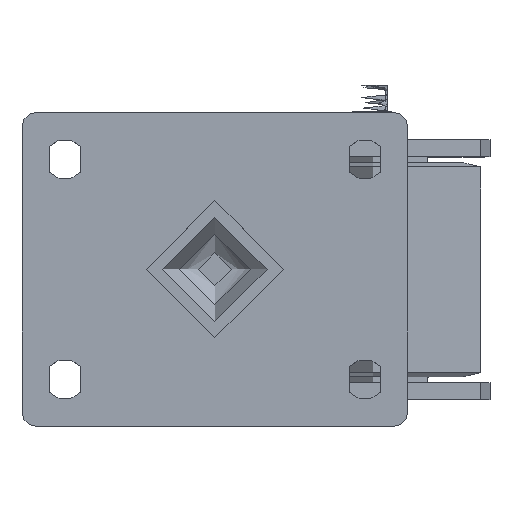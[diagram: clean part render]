
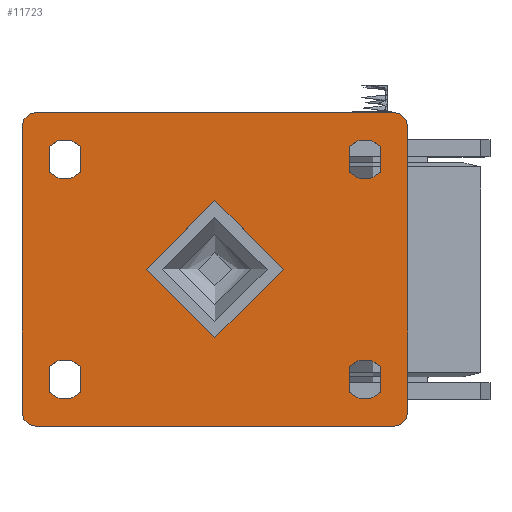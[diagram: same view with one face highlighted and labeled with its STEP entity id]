
A CAD part, top view. The second image highlights one B-rep face of the part: STEP entity #11723.
In plain terms, the highlighted planar face has unit normal (0, 0, 1).
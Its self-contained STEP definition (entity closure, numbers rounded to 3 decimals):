
#1203=FACE_BOUND('',#2849,.T.);
#1204=FACE_BOUND('',#2850,.T.);
#1205=FACE_BOUND('',#2851,.T.);
#1206=FACE_BOUND('',#2852,.T.);
#1207=FACE_BOUND('',#2853,.T.);
#1397=PLANE('',#12741);
#2064=FACE_OUTER_BOUND('',#2848,.T.);
#2848=EDGE_LOOP('',(#9806,#9807,#9808,#9809,#9810,#9811,#9812,#9813));
#2849=EDGE_LOOP('',(#9814,#9815,#9816,#9817));
#2850=EDGE_LOOP('',(#9818,#9819,#9820,#9821));
#2851=EDGE_LOOP('',(#9822,#9823,#9824,#9825));
#2852=EDGE_LOOP('',(#9826,#9827,#9828,#9829));
#2853=EDGE_LOOP('',(#9830));
#3593=LINE('',#20797,#4360);
#3594=LINE('',#20798,#4361);
#3595=LINE('',#20799,#4362);
#3596=LINE('',#20800,#4363);
#3597=LINE('',#20803,#4364);
#3598=LINE('',#20807,#4365);
#3599=LINE('',#20811,#4366);
#3600=LINE('',#20815,#4367);
#3601=LINE('',#20819,#4368);
#3602=LINE('',#20823,#4369);
#3603=LINE('',#20827,#4370);
#3604=LINE('',#20831,#4371);
#4360=VECTOR('',#14601,1000.);
#4361=VECTOR('',#14602,1000.);
#4362=VECTOR('',#14603,1000.);
#4363=VECTOR('',#14604,1000.);
#4364=VECTOR('',#14605,1000.);
#4365=VECTOR('',#14608,1000.);
#4366=VECTOR('',#14611,1000.);
#4367=VECTOR('',#14614,1000.);
#4368=VECTOR('',#14617,1000.);
#4369=VECTOR('',#14620,1000.);
#4370=VECTOR('',#14623,1000.);
#4371=VECTOR('',#14626,1000.);
#4930=CIRCLE('',#12704,24.);
#4931=CIRCLE('',#12706,5.);
#4933=CIRCLE('',#12709,5.);
#4935=CIRCLE('',#12712,5.);
#4937=CIRCLE('',#12715,5.);
#4954=CIRCLE('',#12742,7.3);
#4955=CIRCLE('',#12743,7.3);
#4956=CIRCLE('',#12744,7.3);
#4957=CIRCLE('',#12745,7.3);
#4958=CIRCLE('',#12746,7.3);
#4959=CIRCLE('',#12747,7.3);
#4960=CIRCLE('',#12748,7.3);
#4961=CIRCLE('',#12749,7.3);
#5740=VERTEX_POINT('',#20690);
#5741=VERTEX_POINT('',#20694);
#5742=VERTEX_POINT('',#20695);
#5745=VERTEX_POINT('',#20703);
#5746=VERTEX_POINT('',#20704);
#5749=VERTEX_POINT('',#20712);
#5750=VERTEX_POINT('',#20713);
#5753=VERTEX_POINT('',#20721);
#5754=VERTEX_POINT('',#20722);
#5769=VERTEX_POINT('',#20801);
#5770=VERTEX_POINT('',#20802);
#5771=VERTEX_POINT('',#20804);
#5772=VERTEX_POINT('',#20806);
#5773=VERTEX_POINT('',#20809);
#5774=VERTEX_POINT('',#20810);
#5775=VERTEX_POINT('',#20812);
#5776=VERTEX_POINT('',#20814);
#5777=VERTEX_POINT('',#20817);
#5778=VERTEX_POINT('',#20818);
#5779=VERTEX_POINT('',#20820);
#5780=VERTEX_POINT('',#20822);
#5781=VERTEX_POINT('',#20825);
#5782=VERTEX_POINT('',#20826);
#5783=VERTEX_POINT('',#20828);
#5784=VERTEX_POINT('',#20830);
#7153=EDGE_CURVE('',#5740,#5740,#4930,.T.);
#7154=EDGE_CURVE('',#5741,#5742,#4931,.T.);
#7158=EDGE_CURVE('',#5745,#5746,#4933,.T.);
#7162=EDGE_CURVE('',#5749,#5750,#4935,.T.);
#7166=EDGE_CURVE('',#5753,#5754,#4937,.T.);
#7189=EDGE_CURVE('',#5746,#5741,#3593,.T.);
#7190=EDGE_CURVE('',#5754,#5745,#3594,.T.);
#7191=EDGE_CURVE('',#5750,#5753,#3595,.T.);
#7192=EDGE_CURVE('',#5742,#5749,#3596,.T.);
#7193=EDGE_CURVE('',#5769,#5770,#3597,.T.);
#7194=EDGE_CURVE('',#5770,#5771,#4954,.T.);
#7195=EDGE_CURVE('',#5771,#5772,#3598,.T.);
#7196=EDGE_CURVE('',#5772,#5769,#4955,.T.);
#7197=EDGE_CURVE('',#5773,#5774,#3599,.T.);
#7198=EDGE_CURVE('',#5774,#5775,#4956,.T.);
#7199=EDGE_CURVE('',#5775,#5776,#3600,.T.);
#7200=EDGE_CURVE('',#5776,#5773,#4957,.T.);
#7201=EDGE_CURVE('',#5777,#5778,#3601,.T.);
#7202=EDGE_CURVE('',#5778,#5779,#4958,.T.);
#7203=EDGE_CURVE('',#5779,#5780,#3602,.T.);
#7204=EDGE_CURVE('',#5780,#5777,#4959,.T.);
#7205=EDGE_CURVE('',#5781,#5782,#3603,.T.);
#7206=EDGE_CURVE('',#5782,#5783,#4960,.T.);
#7207=EDGE_CURVE('',#5783,#5784,#3604,.T.);
#7208=EDGE_CURVE('',#5784,#5781,#4961,.T.);
#9806=ORIENTED_EDGE('',*,*,#7154,.F.);
#9807=ORIENTED_EDGE('',*,*,#7189,.F.);
#9808=ORIENTED_EDGE('',*,*,#7158,.F.);
#9809=ORIENTED_EDGE('',*,*,#7190,.F.);
#9810=ORIENTED_EDGE('',*,*,#7166,.F.);
#9811=ORIENTED_EDGE('',*,*,#7191,.F.);
#9812=ORIENTED_EDGE('',*,*,#7162,.F.);
#9813=ORIENTED_EDGE('',*,*,#7192,.F.);
#9814=ORIENTED_EDGE('',*,*,#7193,.T.);
#9815=ORIENTED_EDGE('',*,*,#7194,.T.);
#9816=ORIENTED_EDGE('',*,*,#7195,.T.);
#9817=ORIENTED_EDGE('',*,*,#7196,.T.);
#9818=ORIENTED_EDGE('',*,*,#7197,.T.);
#9819=ORIENTED_EDGE('',*,*,#7198,.T.);
#9820=ORIENTED_EDGE('',*,*,#7199,.T.);
#9821=ORIENTED_EDGE('',*,*,#7200,.T.);
#9822=ORIENTED_EDGE('',*,*,#7201,.T.);
#9823=ORIENTED_EDGE('',*,*,#7202,.T.);
#9824=ORIENTED_EDGE('',*,*,#7203,.T.);
#9825=ORIENTED_EDGE('',*,*,#7204,.T.);
#9826=ORIENTED_EDGE('',*,*,#7205,.T.);
#9827=ORIENTED_EDGE('',*,*,#7206,.T.);
#9828=ORIENTED_EDGE('',*,*,#7207,.T.);
#9829=ORIENTED_EDGE('',*,*,#7208,.T.);
#9830=ORIENTED_EDGE('',*,*,#7153,.F.);
#11723=ADVANCED_FACE('',(#2064,#1203,#1204,#1205,#1206,#1207),#1397,.T.);
#12704=AXIS2_PLACEMENT_3D('',#20692,#14513,#14514);
#12706=AXIS2_PLACEMENT_3D('',#20696,#14517,#14518);
#12709=AXIS2_PLACEMENT_3D('',#20705,#14525,#14526);
#12712=AXIS2_PLACEMENT_3D('',#20714,#14533,#14534);
#12715=AXIS2_PLACEMENT_3D('',#20723,#14541,#14542);
#12741=AXIS2_PLACEMENT_3D('',#20796,#14599,#14600);
#12742=AXIS2_PLACEMENT_3D('',#20805,#14606,#14607);
#12743=AXIS2_PLACEMENT_3D('',#20808,#14609,#14610);
#12744=AXIS2_PLACEMENT_3D('',#20813,#14612,#14613);
#12745=AXIS2_PLACEMENT_3D('',#20816,#14615,#14616);
#12746=AXIS2_PLACEMENT_3D('',#20821,#14618,#14619);
#12747=AXIS2_PLACEMENT_3D('',#20824,#14621,#14622);
#12748=AXIS2_PLACEMENT_3D('',#20829,#14624,#14625);
#12749=AXIS2_PLACEMENT_3D('',#20832,#14627,#14628);
#14513=DIRECTION('center_axis',(0.,0.,1.));
#14514=DIRECTION('ref_axis',(1.,0.,0.));
#14517=DIRECTION('center_axis',(0.,0.,-1.));
#14518=DIRECTION('ref_axis',(0.707,-0.707,0.));
#14525=DIRECTION('center_axis',(0.,0.,-1.));
#14526=DIRECTION('ref_axis',(0.707,0.707,0.));
#14533=DIRECTION('center_axis',(0.,0.,-1.));
#14534=DIRECTION('ref_axis',(-0.707,-0.707,0.));
#14541=DIRECTION('center_axis',(0.,0.,-1.));
#14542=DIRECTION('ref_axis',(-0.707,0.707,0.));
#14599=DIRECTION('center_axis',(0.,0.,1.));
#14600=DIRECTION('ref_axis',(1.,0.,0.));
#14601=DIRECTION('',(0.,-1.,0.));
#14602=DIRECTION('',(1.,0.,0.));
#14603=DIRECTION('',(0.,1.,0.));
#14604=DIRECTION('',(-1.,0.,0.));
#14605=DIRECTION('',(0.,-1.,0.));
#14606=DIRECTION('center_axis',(0.,0.,-1.));
#14607=DIRECTION('ref_axis',(0.753,-0.658,0.));
#14608=DIRECTION('',(0.,1.,0.));
#14609=DIRECTION('center_axis',(0.,0.,-1.));
#14610=DIRECTION('ref_axis',(-0.753,0.658,0.));
#14611=DIRECTION('',(0.,-1.,0.));
#14612=DIRECTION('center_axis',(0.,0.,-1.));
#14613=DIRECTION('ref_axis',(0.753,-0.658,0.));
#14614=DIRECTION('',(0.,1.,0.));
#14615=DIRECTION('center_axis',(0.,0.,-1.));
#14616=DIRECTION('ref_axis',(-0.753,0.658,0.));
#14617=DIRECTION('',(0.,1.,0.));
#14618=DIRECTION('center_axis',(0.,0.,-1.));
#14619=DIRECTION('ref_axis',(-0.753,0.658,0.));
#14620=DIRECTION('',(0.,-1.,0.));
#14621=DIRECTION('center_axis',(0.,0.,-1.));
#14622=DIRECTION('ref_axis',(0.753,-0.658,0.));
#14623=DIRECTION('',(0.,1.,0.));
#14624=DIRECTION('center_axis',(0.,0.,-1.));
#14625=DIRECTION('ref_axis',(-0.753,0.658,0.));
#14626=DIRECTION('',(0.,-1.,0.));
#14627=DIRECTION('center_axis',(0.,0.,-1.));
#14628=DIRECTION('ref_axis',(0.753,-0.658,0.));
#20690=CARTESIAN_POINT('',(-24.,0.,0.));
#20692=CARTESIAN_POINT('Origin',(0.,0.,0.));
#20694=CARTESIAN_POINT('',(67.5,-50.,0.));
#20695=CARTESIAN_POINT('',(62.5,-55.,0.));
#20696=CARTESIAN_POINT('Origin',(62.5,-50.,0.));
#20703=CARTESIAN_POINT('',(62.5,55.,0.));
#20704=CARTESIAN_POINT('',(67.5,50.,0.));
#20705=CARTESIAN_POINT('Origin',(62.5,50.,0.));
#20712=CARTESIAN_POINT('',(-62.5,-55.,0.));
#20713=CARTESIAN_POINT('',(-67.5,-50.,0.));
#20714=CARTESIAN_POINT('Origin',(-62.5,-50.,0.));
#20721=CARTESIAN_POINT('',(-67.5,50.,0.));
#20722=CARTESIAN_POINT('',(-62.5,55.,0.));
#20723=CARTESIAN_POINT('Origin',(-62.5,50.,0.));
#20796=CARTESIAN_POINT('Origin',(0.,0.,0.));
#20797=CARTESIAN_POINT('',(67.5,55.,0.));
#20798=CARTESIAN_POINT('',(-67.5,55.,0.));
#20799=CARTESIAN_POINT('',(-67.5,-55.,0.));
#20800=CARTESIAN_POINT('',(67.5,-55.,0.));
#20801=CARTESIAN_POINT('',(58.,43.,0.));
#20802=CARTESIAN_POINT('',(58.,34.,0.));
#20803=CARTESIAN_POINT('',(58.,37.,0.));
#20804=CARTESIAN_POINT('',(47.,34.,0.));
#20805=CARTESIAN_POINT('Origin',(52.5,38.8,0.));
#20806=CARTESIAN_POINT('',(47.,43.,0.));
#20807=CARTESIAN_POINT('',(47.,40.,0.));
#20808=CARTESIAN_POINT('Origin',(52.5,38.2,0.));
#20809=CARTESIAN_POINT('',(58.,-34.,0.));
#20810=CARTESIAN_POINT('',(58.,-43.,0.));
#20811=CARTESIAN_POINT('',(58.,-37.,0.));
#20812=CARTESIAN_POINT('',(47.,-43.,0.));
#20813=CARTESIAN_POINT('Origin',(52.5,-38.2,0.));
#20814=CARTESIAN_POINT('',(47.,-34.,0.));
#20815=CARTESIAN_POINT('',(47.,-40.,0.));
#20816=CARTESIAN_POINT('Origin',(52.5,-38.8,0.));
#20817=CARTESIAN_POINT('',(-58.,34.,0.));
#20818=CARTESIAN_POINT('',(-58.,43.,0.));
#20819=CARTESIAN_POINT('',(-58.,37.,0.));
#20820=CARTESIAN_POINT('',(-47.,43.,0.));
#20821=CARTESIAN_POINT('Origin',(-52.5,38.2,0.));
#20822=CARTESIAN_POINT('',(-47.,34.,0.));
#20823=CARTESIAN_POINT('',(-47.,40.,0.));
#20824=CARTESIAN_POINT('Origin',(-52.5,38.8,0.));
#20825=CARTESIAN_POINT('',(-58.,-43.,0.));
#20826=CARTESIAN_POINT('',(-58.,-34.,0.));
#20827=CARTESIAN_POINT('',(-58.,-37.,0.));
#20828=CARTESIAN_POINT('',(-47.,-34.,0.));
#20829=CARTESIAN_POINT('Origin',(-52.5,-38.8,0.));
#20830=CARTESIAN_POINT('',(-47.,-43.,0.));
#20831=CARTESIAN_POINT('',(-47.,-40.,0.));
#20832=CARTESIAN_POINT('Origin',(-52.5,-38.2,0.));
